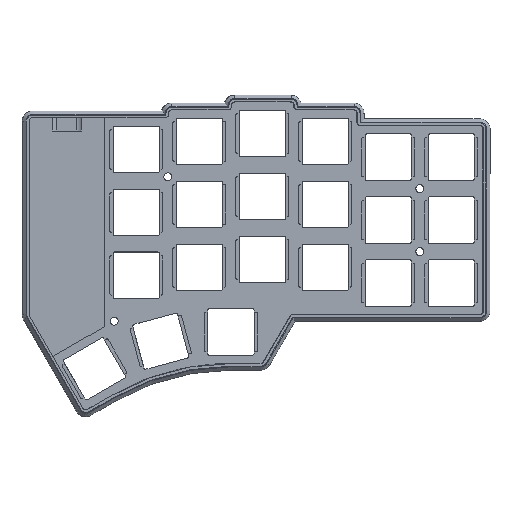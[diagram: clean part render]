
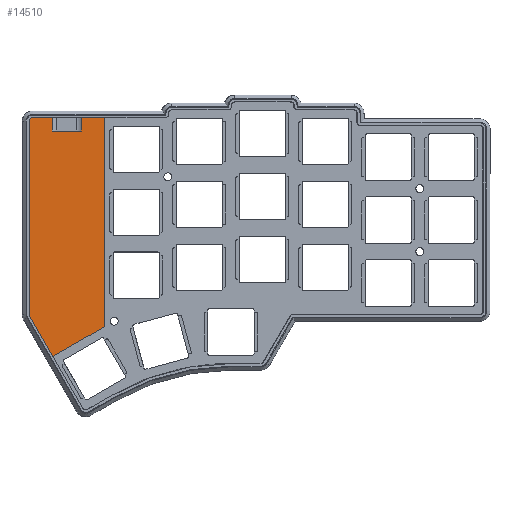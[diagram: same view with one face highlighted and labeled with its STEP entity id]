
A CAD part, top view. The second image highlights one B-rep face of the part: STEP entity #14510.
In plain terms, the highlighted planar face has unit normal (0, 0, 1).
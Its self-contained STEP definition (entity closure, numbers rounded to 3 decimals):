
#893=CIRCLE('',#15831,1.);
#894=CIRCLE('',#15834,1.);
#896=CIRCLE('',#15837,1.);
#1658=FACE_OUTER_BOUND('',#2509,.T.);
#2509=EDGE_LOOP('',(#12494,#12495,#12496,#12497,#12498,#12499,#12500,#12501,
#12502,#12503,#12504,#12505));
#4035=LINE('',#24137,#5540);
#4040=LINE('',#24151,#5545);
#4043=LINE('',#24161,#5548);
#4048=LINE('',#24176,#5553);
#4049=LINE('',#24177,#5554);
#4050=LINE('',#24178,#5555);
#4051=LINE('',#24179,#5556);
#4052=LINE('',#24181,#5557);
#4053=LINE('',#24184,#5558);
#5540=VECTOR('',#19587,10.);
#5545=VECTOR('',#19600,10.);
#5548=VECTOR('',#19611,10.);
#5553=VECTOR('',#19624,10.);
#5554=VECTOR('',#19625,10.);
#5555=VECTOR('',#19626,10.);
#5556=VECTOR('',#19627,10.);
#5557=VECTOR('',#19628,10.);
#5558=VECTOR('',#19631,10.);
#6950=VERTEX_POINT('',#24134);
#6951=VERTEX_POINT('',#24136);
#6955=VERTEX_POINT('',#24148);
#6956=VERTEX_POINT('',#24150);
#6957=VERTEX_POINT('',#24154);
#6958=VERTEX_POINT('',#24155);
#6959=VERTEX_POINT('',#24160);
#6961=VERTEX_POINT('',#24166);
#6962=VERTEX_POINT('',#24167);
#6965=VERTEX_POINT('',#24175);
#6966=VERTEX_POINT('',#24180);
#6967=VERTEX_POINT('',#24182);
#8919=EDGE_CURVE('',#6951,#6950,#4035,.F.);
#8926=EDGE_CURVE('',#6955,#6956,#4040,.T.);
#8928=EDGE_CURVE('',#6957,#6958,#893,.T.);
#8931=EDGE_CURVE('',#6957,#6959,#4043,.T.);
#8934=EDGE_CURVE('',#6961,#6962,#894,.T.);
#8938=EDGE_CURVE('',#6965,#6958,#4048,.T.);
#8939=EDGE_CURVE('',#6951,#6965,#4049,.T.);
#8940=EDGE_CURVE('',#6950,#6956,#4050,.T.);
#8941=EDGE_CURVE('',#6961,#6955,#4051,.F.);
#8942=EDGE_CURVE('',#6966,#6962,#4052,.T.);
#8943=EDGE_CURVE('',#6966,#6967,#896,.T.);
#8944=EDGE_CURVE('',#6959,#6967,#4053,.T.);
#12494=ORIENTED_EDGE('',*,*,#8928,.T.);
#12495=ORIENTED_EDGE('',*,*,#8938,.F.);
#12496=ORIENTED_EDGE('',*,*,#8939,.F.);
#12497=ORIENTED_EDGE('',*,*,#8919,.T.);
#12498=ORIENTED_EDGE('',*,*,#8940,.T.);
#12499=ORIENTED_EDGE('',*,*,#8926,.F.);
#12500=ORIENTED_EDGE('',*,*,#8941,.F.);
#12501=ORIENTED_EDGE('',*,*,#8934,.T.);
#12502=ORIENTED_EDGE('',*,*,#8942,.F.);
#12503=ORIENTED_EDGE('',*,*,#8943,.T.);
#12504=ORIENTED_EDGE('',*,*,#8944,.F.);
#12505=ORIENTED_EDGE('',*,*,#8931,.F.);
#13796=PLANE('',#15836);
#14510=ADVANCED_FACE('',(#1658),#13796,.F.);
#15831=AXIS2_PLACEMENT_3D('',#24156,#19605,#19606);
#15834=AXIS2_PLACEMENT_3D('',#24168,#19616,#19617);
#15836=AXIS2_PLACEMENT_3D('',#24174,#19622,#19623);
#15837=AXIS2_PLACEMENT_3D('',#24183,#19629,#19630);
#19587=DIRECTION('',(0.,1.,0.));
#19600=DIRECTION('',(0.,-1.,0.));
#19605=DIRECTION('center_axis',(0.,0.,1.));
#19606=DIRECTION('ref_axis',(0.866,-0.5,0.));
#19611=DIRECTION('',(-0.866,-0.5,0.));
#19616=DIRECTION('center_axis',(0.,0.,1.));
#19617=DIRECTION('ref_axis',(-0.707,0.707,0.));
#19622=DIRECTION('center_axis',(0.,0.,-1.));
#19623=DIRECTION('ref_axis',(-1.,0.,0.));
#19624=DIRECTION('',(0.,-1.,0.));
#19625=DIRECTION('',(1.,0.,0.));
#19626=DIRECTION('',(-1.,0.,0.));
#19627=DIRECTION('',(-1.,0.,0.));
#19628=DIRECTION('',(0.,1.,0.));
#19629=DIRECTION('center_axis',(0.,0.,1.));
#19630=DIRECTION('ref_axis',(-0.966,-0.259,0.));
#19631=DIRECTION('',(-0.5,0.866,0.));
#24134=CARTESIAN_POINT('',(-125.438,84.542,-14.124));
#24136=CARTESIAN_POINT('',(-125.438,88.542,-14.124));
#24137=CARTESIAN_POINT('',(-125.438,88.542,-14.124));
#24148=CARTESIAN_POINT('',(-134.295,88.542,-14.124));
#24150=CARTESIAN_POINT('',(-134.295,84.542,-14.124));
#24151=CARTESIAN_POINT('',(-134.295,88.542,-14.124));
#24154=CARTESIAN_POINT('',(-118.866,25.292,-14.124));
#24155=CARTESIAN_POINT('',(-118.366,26.158,-14.124));
#24156=CARTESIAN_POINT('Origin',(-119.366,26.158,-14.124));
#24160=CARTESIAN_POINT('',(-134.174,16.454,-14.124));
#24161=CARTESIAN_POINT('',(-116.851,26.456,-14.124));
#24166=CARTESIAN_POINT('',(-140.366,88.542,-14.124));
#24167=CARTESIAN_POINT('',(-141.366,87.542,-14.124));
#24168=CARTESIAN_POINT('Origin',(-140.366,87.542,-14.124));
#24174=CARTESIAN_POINT('Origin',(-129.866,52.498,-14.124));
#24175=CARTESIAN_POINT('',(-118.366,88.542,-14.124));
#24176=CARTESIAN_POINT('',(-118.366,70.52,-14.124));
#24177=CARTESIAN_POINT('',(-135.616,88.542,-14.124));
#24178=CARTESIAN_POINT('',(-129.866,84.542,-14.124));
#24179=CARTESIAN_POINT('',(-135.116,88.542,-14.124));
#24180=CARTESIAN_POINT('',(-141.366,29.181,-14.124));
#24181=CARTESIAN_POINT('',(-141.366,40.706,-14.124));
#24182=CARTESIAN_POINT('',(-141.233,28.681,-14.124));
#24183=CARTESIAN_POINT('Origin',(-140.366,29.181,-14.124));
#24184=CARTESIAN_POINT('',(-141.439,29.038,-14.124));
